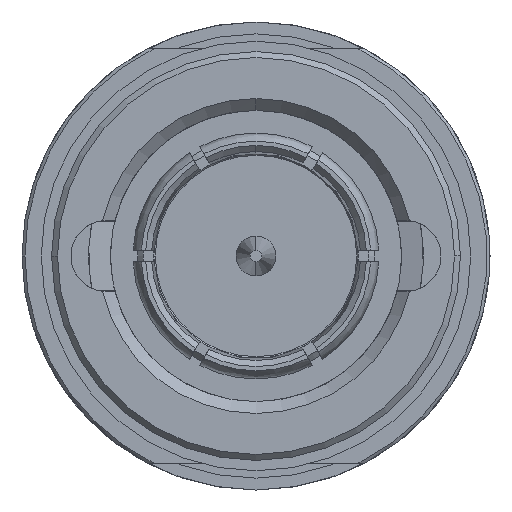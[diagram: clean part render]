
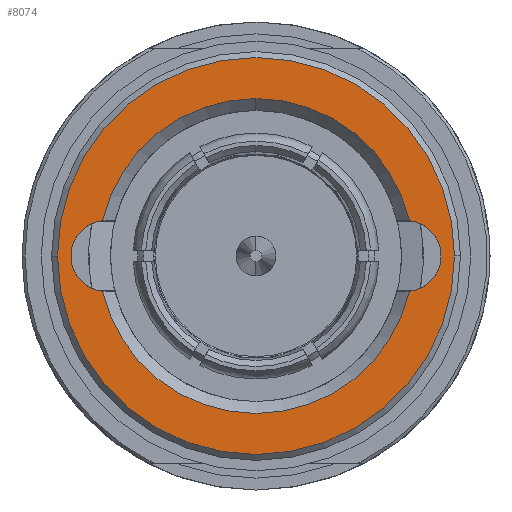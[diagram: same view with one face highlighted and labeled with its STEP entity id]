
A CAD part, left-side view. The second image highlights one B-rep face of the part: STEP entity #8074.
In plain terms, the highlighted planar face has unit normal (-1, 0, 0).
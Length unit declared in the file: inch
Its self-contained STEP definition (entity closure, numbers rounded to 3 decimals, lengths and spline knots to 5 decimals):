
#9 = CARTESIAN_POINT ( 'NONE',  ( 0., -0.20391, -0.04697 ) ) ;
#123 = CIRCLE ( 'NONE', #1437, 0.20925 ) ;
#141 = CIRCLE ( 'NONE', #5925, 0.20925 ) ;
#234 = AXIS2_PLACEMENT_3D ( 'NONE', #8496, #6841, #7043 ) ;
#305 = CIRCLE ( 'NONE', #7914, 0.26378 ) ;
#325 = ORIENTED_EDGE ( 'NONE', *, *, #6684, .F. ) ;
#582 = CARTESIAN_POINT ( 'NONE',  ( 0., 0.19882, 0. ) ) ;
#640 = DIRECTION ( 'NONE',  ( 0., 0., -1. ) ) ;
#976 = EDGE_CURVE ( 'NONE', #4153, #1958, #1874, .T. ) ;
#1240 = DIRECTION ( 'NONE',  ( 0., 0., 1. ) ) ;
#1437 = AXIS2_PLACEMENT_3D ( 'NONE', #7430, #3634, #5862 ) ;
#1464 = DIRECTION ( 'NONE',  ( 0., 0., 1. ) ) ;
#1476 = DIRECTION ( 'NONE',  ( 1., 0., 0. ) ) ;
#1584 = AXIS2_PLACEMENT_3D ( 'NONE', #5208, #1476, #640 ) ;
#1608 = DIRECTION ( 'NONE',  ( 1., 0., 0. ) ) ;
#1835 = EDGE_CURVE ( 'NONE', #2595, #8502, #3372, .T. ) ;
#1874 = CIRCLE ( 'NONE', #6003, 0.04724 ) ;
#1958 = VERTEX_POINT ( 'NONE', #7145 ) ;
#2128 = CARTESIAN_POINT ( 'NONE',  ( 0., 0.26378, 0. ) ) ;
#2595 = VERTEX_POINT ( 'NONE', #5183 ) ;
#2918 = ORIENTED_EDGE ( 'NONE', *, *, #5409, .T. ) ;
#3299 = DIRECTION ( 'NONE',  ( -1., 0., 0. ) ) ;
#3372 = CIRCLE ( 'NONE', #234, 0.04724 ) ;
#3513 = ORIENTED_EDGE ( 'NONE', *, *, #9341, .F. ) ;
#3634 = DIRECTION ( 'NONE',  ( 1., 0., 0. ) ) ;
#3649 = FACE_OUTER_BOUND ( 'NONE', #8279, .T. ) ;
#3703 = FACE_BOUND ( 'NONE', #3713, .T. ) ;
#3711 = DIRECTION ( 'NONE',  ( 1., 0., 0. ) ) ;
#3713 = EDGE_LOOP ( 'NONE', ( #7695, #5799, #2918, #8748, #325 ) ) ;
#3717 = CARTESIAN_POINT ( 'NONE',  ( 0., 0., 0. ) ) ;
#3882 = DIRECTION ( 'NONE',  ( 0., 1., 0. ) ) ;
#4153 = VERTEX_POINT ( 'NONE', #6814 ) ;
#4687 = EDGE_CURVE ( 'NONE', #5366, #8690, #305, .T. ) ;
#4870 = CARTESIAN_POINT ( 'NONE',  ( 0., 0., 0. ) ) ;
#4899 = EDGE_CURVE ( 'NONE', #1958, #5630, #141, .T. ) ;
#5183 = CARTESIAN_POINT ( 'NONE',  ( 0., -0.20391, 0.04697 ) ) ;
#5208 = CARTESIAN_POINT ( 'NONE',  ( 0., 0., 0. ) ) ;
#5366 = VERTEX_POINT ( 'NONE', #5554 ) ;
#5409 = EDGE_CURVE ( 'NONE', #5630, #2595, #123, .T. ) ;
#5554 = CARTESIAN_POINT ( 'NONE',  ( 0., -0.26378, 0. ) ) ;
#5630 = VERTEX_POINT ( 'NONE', #8315 ) ;
#5799 = ORIENTED_EDGE ( 'NONE', *, *, #4899, .T. ) ;
#5807 = AXIS2_PLACEMENT_3D ( 'NONE', #8490, #3711, #10001 ) ;
#5862 = DIRECTION ( 'NONE',  ( 0., 0., 1. ) ) ;
#5925 = AXIS2_PLACEMENT_3D ( 'NONE', #3717, #9129, #1240 ) ;
#6003 = AXIS2_PLACEMENT_3D ( 'NONE', #582, #8525, #1464 ) ;
#6684 = EDGE_CURVE ( 'NONE', #4153, #8502, #8254, .T. ) ;
#6814 = CARTESIAN_POINT ( 'NONE',  ( 0., 0.20391, -0.04697 ) ) ;
#6841 = DIRECTION ( 'NONE',  ( 1., 0., 0. ) ) ;
#6877 = PLANE ( 'NONE',  #1584 ) ;
#7043 = DIRECTION ( 'NONE',  ( 0., 0., 1. ) ) ;
#7145 = CARTESIAN_POINT ( 'NONE',  ( 0., 0.20391, 0.04697 ) ) ;
#7430 = CARTESIAN_POINT ( 'NONE',  ( 0., 0., 0. ) ) ;
#7695 = ORIENTED_EDGE ( 'NONE', *, *, #976, .T. ) ;
#7914 = AXIS2_PLACEMENT_3D ( 'NONE', #4870, #1608, #3882 ) ;
#7916 = CARTESIAN_POINT ( 'NONE',  ( 0., 0., 0. ) ) ;
#8074 = ADVANCED_FACE ( 'NONE', ( #3703, #3649 ), #6877, .F. ) ;
#8254 = CIRCLE ( 'NONE', #8421, 0.20925 ) ;
#8279 = EDGE_LOOP ( 'NONE', ( #3513, #10143 ) ) ;
#8315 = CARTESIAN_POINT ( 'NONE',  ( 0., 0., 0.20925 ) ) ;
#8421 = AXIS2_PLACEMENT_3D ( 'NONE', #7916, #3299, #8859 ) ;
#8490 = CARTESIAN_POINT ( 'NONE',  ( 0., 0., 0. ) ) ;
#8496 = CARTESIAN_POINT ( 'NONE',  ( 0., -0.19882, 0. ) ) ;
#8502 = VERTEX_POINT ( 'NONE', #9 ) ;
#8525 = DIRECTION ( 'NONE',  ( 1., 0., 0. ) ) ;
#8690 = VERTEX_POINT ( 'NONE', #2128 ) ;
#8748 = ORIENTED_EDGE ( 'NONE', *, *, #1835, .T. ) ;
#8813 = CIRCLE ( 'NONE', #5807, 0.26378 ) ;
#8859 = DIRECTION ( 'NONE',  ( 0., 0., 1. ) ) ;
#9129 = DIRECTION ( 'NONE',  ( 1., 0., 0. ) ) ;
#9341 = EDGE_CURVE ( 'NONE', #8690, #5366, #8813, .T. ) ;
#10001 = DIRECTION ( 'NONE',  ( 0., 1., 0. ) ) ;
#10143 = ORIENTED_EDGE ( 'NONE', *, *, #4687, .F. ) ;
